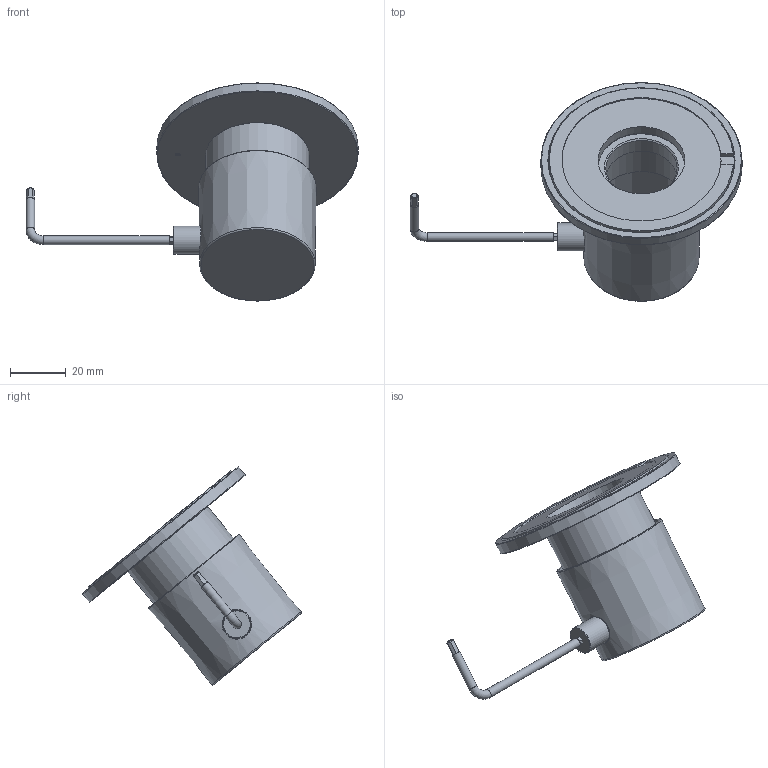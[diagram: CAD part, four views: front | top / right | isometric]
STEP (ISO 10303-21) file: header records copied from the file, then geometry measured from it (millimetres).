
FILE_DESCRIPTION(/* description */ ('Unknown'),/* implementation_level */ '2;1');
FILE_NAME(/* name */ 'CB7068-9',/* time_stamp */ '2020-03-20T17:06:03+01:00',/* author */ ('Unknown'),/* organization */ ('Unknown'),/* preprocessor_version */ 'ST-DEVELOPER v16.7',/* originating_system */ 'DEX',/* authorisation */ $);
FILE_SCHEMA (('AUTOMOTIVE_DESIGN {1 0 10303 214 3 1 1}'));
Length unit declared in the file: millimetre
Products named in the file (10): CB7068EXT; 044.071.01.10M.70C_18; 044.071.01.10M.70C_19; 044.071.01.10M.70C_20; 044.071.01.10M.70C_21; 044.071.01.10M.70C_22; 044.071.01.10M.70C_23; 044.071.01.10M.70C_24; chiave_brugola 2.5 mm; guarnizione flangia
Assembly tree (9 placements, depth 2):
  CB7068EXT
    044.071.01.10M.70C_18
    044.071.01.10M.70C_19
    044.071.01.10M.70C_20
    044.071.01.10M.70C_21
    044.071.01.10M.70C_22
    044.071.01.10M.70C_23
    044.071.01.10M.70C_24
    chiave_brugola 2.5 mm
    guarnizione flangia
Bounding box: 118.85 x 78.35 x 78.1 mm (x, y, z)
Volume: 36342.9 mm3; surface area: 32480 mm2
Topology: 9 solids, 9 shells, 203 faces, 446 edges, 275 vertices
Faces by surface type: cone 64, plane 62, cylinder 55, torus 13, bspline 6, sphere 3
Full cylindrical faces by diameter (mm): 3 x2, 3.125 x2, 3.5 x2, 4.134 x1, 4.5 x1, 5 x20, 5.2 x1, 10 x1, 15.2 x1, 25.5 x1, 31 x2, 32 x1, 35 x1, 37 x1, 57 x1, 67 x1, 72 x1
Entity records: 5354 total; most frequent: CARTESIAN_POINT 1159, DIRECTION 832, ORIENTED_EDGE 582, AXIS2_PLACEMENT_3D 369, FACE_BOUND 345, EDGE_LOOP 341, EDGE_CURVE 291, VERTEX_POINT 242
